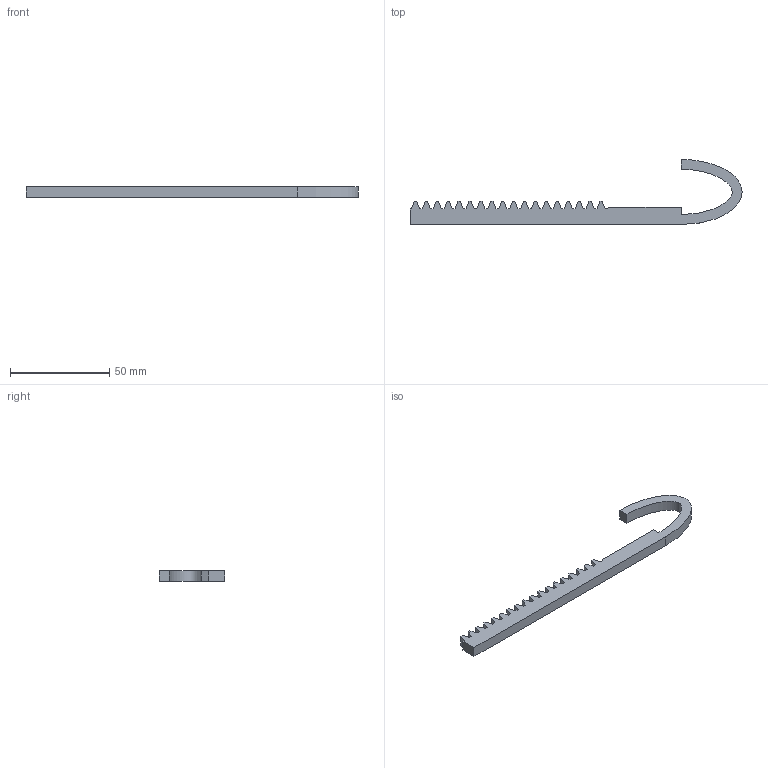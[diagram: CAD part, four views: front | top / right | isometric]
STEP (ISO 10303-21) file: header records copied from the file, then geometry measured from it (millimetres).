
FILE_DESCRIPTION (( 'STEP AP214' ), '1' );
FILE_NAME ('喘沭像赽.STEP', '2025-07-15T07:01:53', ( '' ), ( '' ), 'SwSTEP 2.0', 'SolidWorks 2024', '' );
FILE_SCHEMA (( 'AUTOMOTIVE_DESIGN' ));
Length unit declared in the file: millimetre
Products named in the file (1): 齿条钩子
Bounding box: 167.23 x 32.74 x 5.5 mm (x, y, z)
Volume: 8883.3 mm3; surface area: 6124.9 mm2
Topology: 1 solids, 1 shells, 84 faces, 246 edges, 164 vertices
Faces by surface type: plane 81, bspline 3
Entity records: 2825 total; most frequent: CARTESIAN_POINT 594, ORIENTED_EDGE 492, DIRECTION 404, EDGE_CURVE 246, VECTOR 240, LINE 240, VERTEX_POINT 164, FACE_OUTER_BOUND 84
